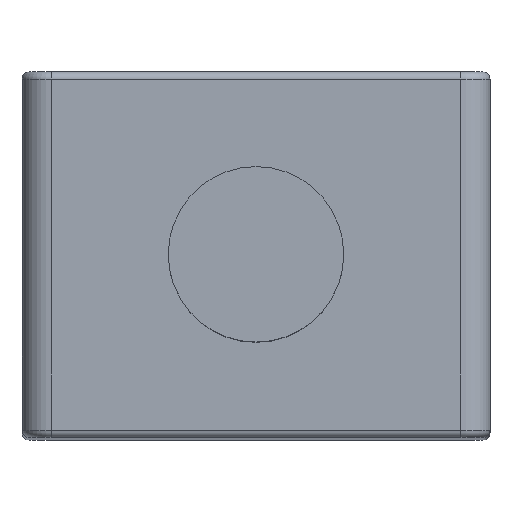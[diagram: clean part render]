
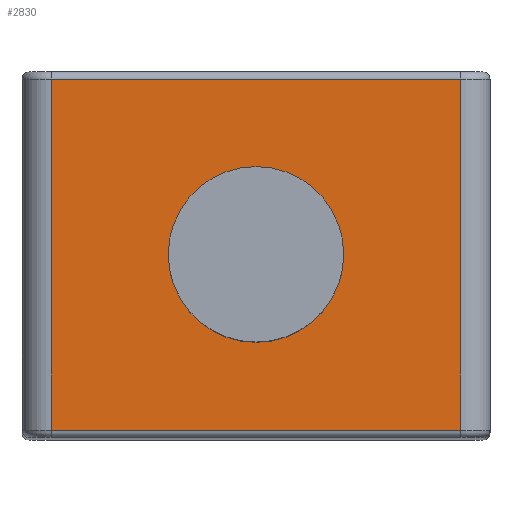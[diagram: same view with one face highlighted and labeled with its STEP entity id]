
A CAD part, top view. The second image highlights one B-rep face of the part: STEP entity #2830.
In plain terms, the highlighted planar face has unit normal (0, 0, 1).
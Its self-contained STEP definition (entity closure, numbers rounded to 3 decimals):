
#1318=CARTESIAN_POINT('',(0.,12.5,52.5));
#1319=DIRECTION('',(0.,0.,1.));
#1320=DIRECTION('',(1.,0.,0.));
#1321=AXIS2_PLACEMENT_3D('',#1318,#1319,#1320);
#1326=CARTESIAN_POINT('',(0.,12.5,52.5));
#1327=DIRECTION('',(0.,0.,1.));
#1328=DIRECTION('',(-1.,0.,0.));
#1329=AXIS2_PLACEMENT_3D('',#1326,#1327,#1328);
#1334=DIRECTION('',(-1.,0.,0.));
#1335=VECTOR('',#1334,28.);
#1336=CARTESIAN_POINT('',(14.,0.5,52.5));
#1337=LINE('',#1336,#1335);
#1341=DIRECTION('',(0.,-1.,0.));
#1342=VECTOR('',#1341,24.);
#1343=CARTESIAN_POINT('',(-14.,24.5,52.5));
#1344=LINE('',#1343,#1342);
#1348=DIRECTION('',(1.,0.,0.));
#1349=VECTOR('',#1348,28.);
#1350=CARTESIAN_POINT('',(-14.,24.5,52.5));
#1351=LINE('',#1350,#1349);
#1355=DIRECTION('',(0.,-1.,0.));
#1356=VECTOR('',#1355,24.);
#1357=CARTESIAN_POINT('',(14.,24.5,52.5));
#1358=LINE('',#1357,#1356);
#1509=CARTESIAN_POINT('',(5.5,12.5,52.5));
#1510=CARTESIAN_POINT('',(-5.5,12.5,52.5));
#1511=VERTEX_POINT('',#1509);
#1512=VERTEX_POINT('',#1510);
#1625=CARTESIAN_POINT('',(14.,0.5,52.5));
#1626=CARTESIAN_POINT('',(-14.,0.5,52.5));
#1627=VERTEX_POINT('',#1625);
#1628=VERTEX_POINT('',#1626);
#1679=CARTESIAN_POINT('',(-14.,24.5,52.5));
#1680=VERTEX_POINT('',#1679);
#1683=CARTESIAN_POINT('',(14.,24.5,52.5));
#1684=VERTEX_POINT('',#1683);
#2813=CARTESIAN_POINT('',(-16.,0.,52.5));
#2814=DIRECTION('',(0.,0.,1.));
#2815=DIRECTION('',(1.,0.,0.));
#2816=AXIS2_PLACEMENT_3D('',#2813,#2814,#2815);
#2817=PLANE('',#2816);
#2818=ORIENTED_EDGE('',*,*,#2646,.T.);
#2819=ORIENTED_EDGE('',*,*,#2808,.F.);
#2820=ORIENTED_EDGE('',*,*,#2590,.T.);
#2821=ORIENTED_EDGE('',*,*,#2616,.T.);
#2822=EDGE_LOOP('',(#2818,#2819,#2820,#2821));
#2823=FACE_OUTER_BOUND('',#2822,.F.);
#2825=ORIENTED_EDGE('',*,*,#2824,.T.);
#2827=ORIENTED_EDGE('',*,*,#2826,.T.);
#2828=EDGE_LOOP('',(#2825,#2827));
#2829=FACE_BOUND('',#2828,.F.);
#2830=ADVANCED_FACE('',(#2823,#2829),#2817,.T.);
#1322=CIRCLE('',#1321,5.5);
#1330=CIRCLE('',#1329,5.5);
#2590=EDGE_CURVE('',#1680,#1684,#1351,.T.);
#2616=EDGE_CURVE('',#1684,#1627,#1358,.T.);
#2646=EDGE_CURVE('',#1627,#1628,#1337,.T.);
#2808=EDGE_CURVE('',#1680,#1628,#1344,.T.);
#2824=EDGE_CURVE('',#1511,#1512,#1322,.T.);
#2826=EDGE_CURVE('',#1512,#1511,#1330,.T.);
